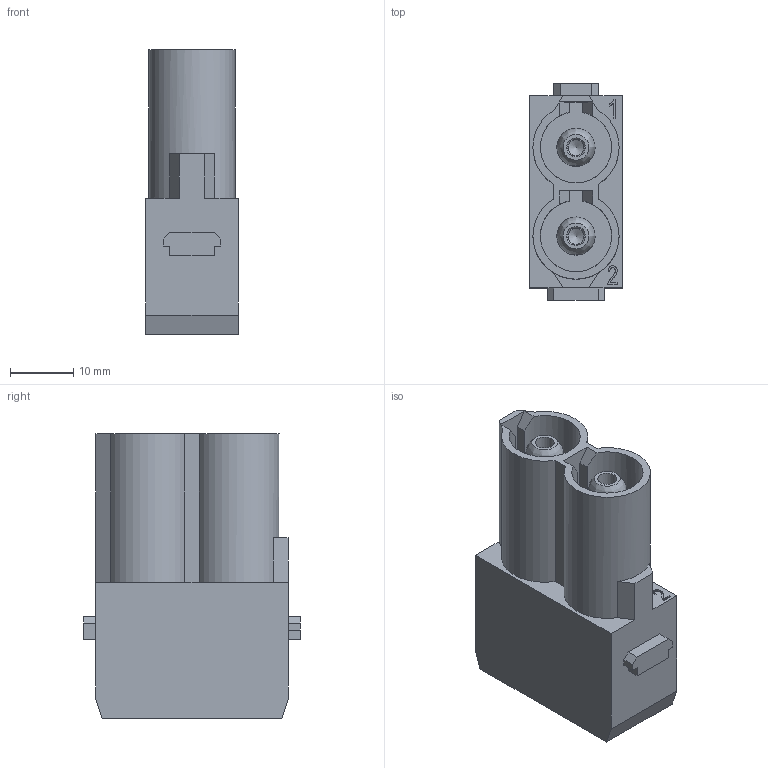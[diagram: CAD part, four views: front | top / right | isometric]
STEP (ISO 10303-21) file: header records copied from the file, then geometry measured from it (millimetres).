
FILE_DESCRIPTION(/* description */ (''),/* implementation_level */ '2;1');
FILE_NAME(/* name */ '100180167ugm000_d.stp',/* time_stamp */ '2019-05-21T10:54:16+02:00',/* author */ (''),/* organization */ (''),/* preprocessor_version */ 'ST-DEVELOPER v16.7',/* originating_system */ 'SIEMENS PLM Software NX 12.0',/* authorisation */ '');
FILE_SCHEMA (('AUTOMOTIVE_DESIGN { 1 0 10303 214 3 1 1 1 }'));
Length unit declared in the file: millimetre
Products named in the file (1): 100180167ugm000_d
Bounding box: 14.65 x 34.2 x 44.85 mm (x, y, z)
Volume: 11858.6 mm3; surface area: 8259.3 mm2
Topology: 1 solids, 1 shells, 294 faces, 908 edges, 795 vertices
Faces by surface type: plane 199, extrusion 46, cylinder 31, cone 14, torus 2, bspline 2
Full cylindrical faces by diameter (mm): 0.33 x1, 0.39 x1, 2.5 x2, 2.97 x2, 3.05 x2, 5.97 x2, 6 x2, 8.9 x2, 8.95 x2
Entity records: 11424 total; most frequent: CARTESIAN_POINT 2470, ORIENTED_EDGE 1418, DIRECTION 1348, EDGE_CURVE 709, VECTOR 642, LINE 596, VERTEX_POINT 486, EDGE_LOOP 359
